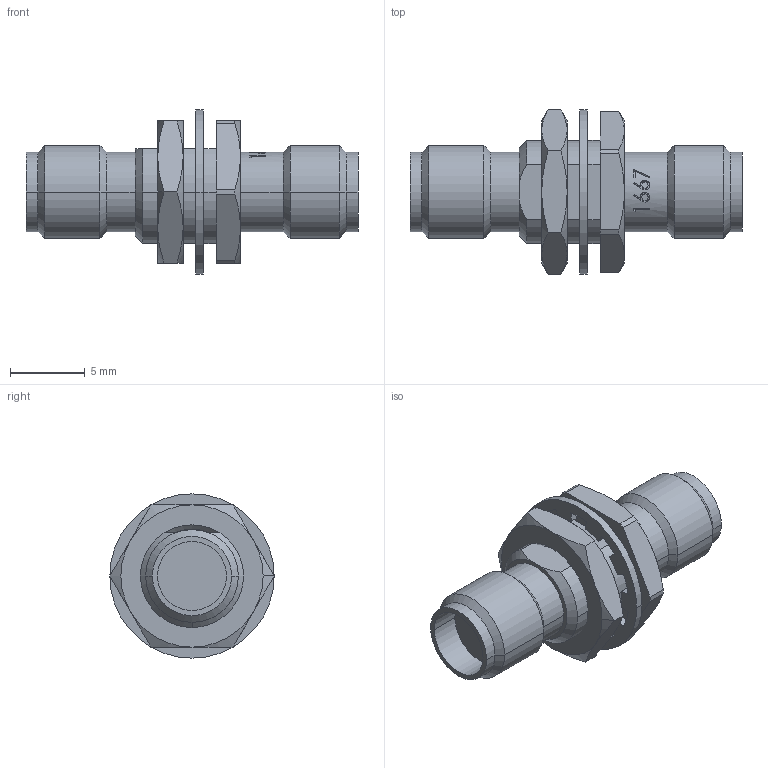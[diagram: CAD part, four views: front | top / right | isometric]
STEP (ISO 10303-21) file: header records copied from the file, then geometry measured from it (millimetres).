
FILE_DESCRIPTION (( 'STEP AP214' ), '1' );
FILE_NAME ('FMAD1667_3D.step', '2023-03-13T20:45:10', ( '' ), ( '' ), 'SwSTEP 2.0', 'SolidWorks 2022', '' );
FILE_SCHEMA (( 'AUTOMOTIVE_DESIGN' ));
Length unit declared in the file: inch
Products named in the file (4): PE91667ADS-K8K8-BFA.stp; PE9166724-8305-6.stp; FMAD1667_3D; PE91667185-8105-8.stp
Assembly tree (3 placements, depth 2):
  FMAD1667_3D
    PE91667ADS-K8K8-BFA.stp
    PE9166724-8305-6.stp
    PE91667185-8105-8.stp
Bounding box: 22.22 x 11 x 11 mm (x, y, z)
Volume: 747.1 mm3; surface area: 940 mm2
Topology: 3 solids, 3 shells, 172 faces, 425 edges, 270 vertices
Faces by surface type: cylinder 55, plane 50, cone 37, bspline 30
Entity records: 6874 total; most frequent: CARTESIAN_POINT 2887, ORIENTED_EDGE 850, DIRECTION 706, EDGE_CURVE 425, AXIS2_PLACEMENT_3D 279, VERTEX_POINT 270, EDGE_LOOP 187, ADVANCED_FACE 172
